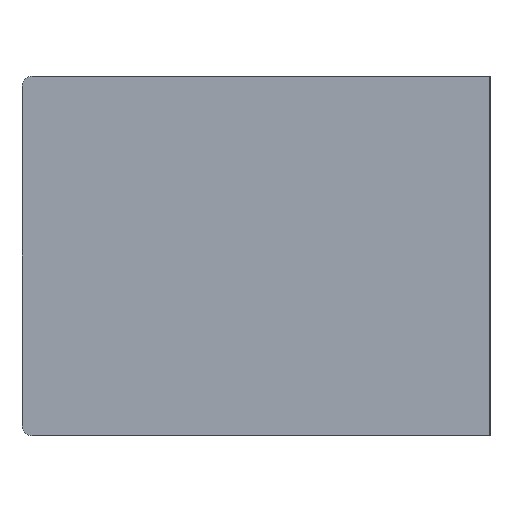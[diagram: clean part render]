
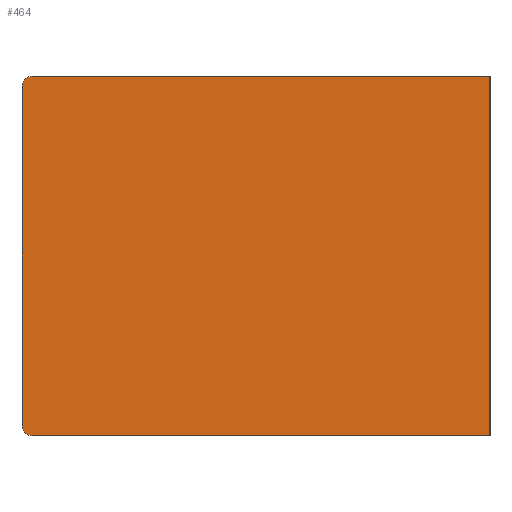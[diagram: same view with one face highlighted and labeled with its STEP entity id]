
A CAD part, left-side view. The second image highlights one B-rep face of the part: STEP entity #464.
In plain terms, the highlighted planar face has unit normal (-1, 0, 0).
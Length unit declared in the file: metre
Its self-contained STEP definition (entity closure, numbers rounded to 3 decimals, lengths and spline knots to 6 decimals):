
#42=CIRCLE('',#514,0.0004);
#43=CIRCLE('',#515,0.0004);
#89=ORIENTED_EDGE('',*,*,#217,.T.);
#90=ORIENTED_EDGE('',*,*,#218,.T.);
#91=ORIENTED_EDGE('',*,*,#213,.T.);
#92=ORIENTED_EDGE('',*,*,#197,.F.);
#93=ORIENTED_EDGE('',*,*,#219,.F.);
#94=ORIENTED_EDGE('',*,*,#220,.T.);
#197=EDGE_CURVE('',#262,#263,#307,.T.);
#213=EDGE_CURVE('',#278,#263,#316,.T.);
#217=EDGE_CURVE('',#280,#281,#319,.T.);
#218=EDGE_CURVE('',#281,#278,#42,.T.);
#219=EDGE_CURVE('',#282,#262,#320,.T.);
#220=EDGE_CURVE('',#282,#280,#43,.T.);
#262=VERTEX_POINT('',#703);
#263=VERTEX_POINT('',#705);
#278=VERTEX_POINT('',#746);
#280=VERTEX_POINT('',#753);
#281=VERTEX_POINT('',#754);
#282=VERTEX_POINT('',#757);
#307=LINE('',#704,#343);
#316=LINE('',#745,#352);
#319=LINE('',#752,#355);
#320=LINE('',#756,#356);
#343=VECTOR('',#566,1.);
#352=VECTOR('',#593,1.);
#355=VECTOR('',#600,1.);
#356=VECTOR('',#603,1.);
#381=EDGE_LOOP('',(#89,#90,#91,#92,#93,#94));
#417=FACE_BOUND('',#381,.T.);
#448=PLANE('',#513);
#464=ADVANCED_FACE('',(#417),#448,.T.);
#513=AXIS2_PLACEMENT_3D('',#751,#598,#599);
#514=AXIS2_PLACEMENT_3D('',#755,#601,#602);
#515=AXIS2_PLACEMENT_3D('',#758,#604,#605);
#566=DIRECTION('',(0.,0.,-1.));
#593=DIRECTION('',(0.,-1.,0.));
#598=DIRECTION('',(-1.,0.,0.));
#599=DIRECTION('',(0.,-1.,0.));
#600=DIRECTION('',(0.,0.,-1.));
#601=DIRECTION('',(-1.,0.,0.));
#602=DIRECTION('',(0.,-1.,0.));
#603=DIRECTION('',(0.,-1.,0.));
#604=DIRECTION('',(-1.,0.,0.));
#605=DIRECTION('',(0.,-1.,0.));
#703=CARTESIAN_POINT('',(-0.016925,0.001,0.048996));
#704=CARTESIAN_POINT('',(-0.016925,0.001,0.042046));
#705=CARTESIAN_POINT('',(-0.016925,0.001,0.035096));
#745=CARTESIAN_POINT('',(-0.016925,0.0191,0.035096));
#746=CARTESIAN_POINT('',(-0.016925,0.0187,0.035096));
#751=CARTESIAN_POINT('',(-0.016925,0.0191,0.042046));
#752=CARTESIAN_POINT('',(-0.016925,0.0191,0.042046));
#753=CARTESIAN_POINT('',(-0.016925,0.0191,0.048596));
#754=CARTESIAN_POINT('',(-0.016925,0.0191,0.035496));
#755=CARTESIAN_POINT('',(-0.016925,0.0187,0.035496));
#756=CARTESIAN_POINT('',(-0.016925,0.0191,0.048996));
#757=CARTESIAN_POINT('',(-0.016925,0.0187,0.048996));
#758=CARTESIAN_POINT('',(-0.016925,0.0187,0.048596));
